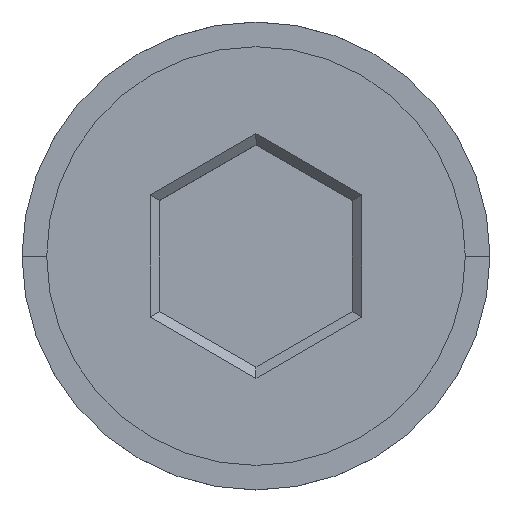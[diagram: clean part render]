
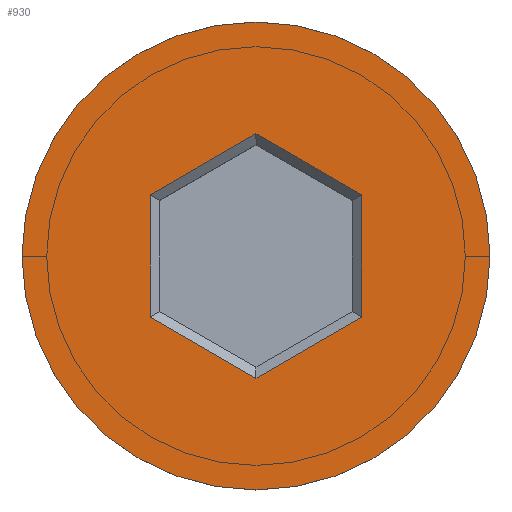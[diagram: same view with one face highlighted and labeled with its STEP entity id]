
A CAD part, top view. The second image highlights one B-rep face of the part: STEP entity #930.
In plain terms, the highlighted planar face has unit normal (0, 0, 1).
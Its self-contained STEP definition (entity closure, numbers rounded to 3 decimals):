
#6 = DIRECTION ( 'NONE',  ( 1., 0., 0. ) ) ;
#36 = VECTOR ( 'NONE', #448, 1000. ) ;
#50 = VERTEX_POINT ( 'NONE', #1190 ) ;
#79 = CARTESIAN_POINT ( 'NONE',  ( -2.05, -1.299, 0. ) ) ;
#149 = LINE ( 'NONE', #1338, #495 ) ;
#155 = DIRECTION ( 'NONE',  ( 0., 1., 0. ) ) ;
#205 = EDGE_CURVE ( 'NONE', #50, #881, #982, .T. ) ;
#209 = DIRECTION ( 'NONE',  ( 1., 0., 0. ) ) ;
#228 = CARTESIAN_POINT ( 'NONE',  ( -2.15, -1.241, 0. ) ) ;
#232 = EDGE_CURVE ( 'NONE', #1385, #784, #893, .T. ) ;
#265 = EDGE_CURVE ( 'NONE', #784, #604, #149, .T. ) ;
#286 = CARTESIAN_POINT ( 'NONE',  ( 0., 2.483, 0. ) ) ;
#292 = LINE ( 'NONE', #1257, #1290 ) ;
#298 = VERTEX_POINT ( 'NONE', #228 ) ;
#319 = VERTEX_POINT ( 'NONE', #1387 ) ;
#383 = CARTESIAN_POINT ( 'NONE',  ( -2.15, 1.126, 0. ) ) ;
#385 = LINE ( 'NONE', #79, #685 ) ;
#404 = DIRECTION ( 'NONE',  ( 0., 0., 1. ) ) ;
#413 = EDGE_CURVE ( 'NONE', #319, #298, #385, .T. ) ;
#419 = EDGE_CURVE ( 'NONE', #620, #1385, #292, .T. ) ;
#448 = DIRECTION ( 'NONE',  ( 0.866, -0.5, 0. ) ) ;
#470 = DIRECTION ( 'NONE',  ( 0., 0., 1. ) ) ;
#481 = ORIENTED_EDGE ( 'NONE', *, *, #419, .T. ) ;
#495 = VECTOR ( 'NONE', #907, 1000. ) ;
#499 = LINE ( 'NONE', #944, #735 ) ;
#521 = CIRCLE ( 'NONE', #1309, 4.75 ) ;
#604 = VERTEX_POINT ( 'NONE', #1139 ) ;
#614 = ORIENTED_EDGE ( 'NONE', *, *, #232, .T. ) ;
#620 = VERTEX_POINT ( 'NONE', #1112 ) ;
#647 = CARTESIAN_POINT ( 'NONE',  ( 0., 0., 0. ) ) ;
#685 = VECTOR ( 'NONE', #1280, 1000. ) ;
#712 = VECTOR ( 'NONE', #155, 1000. ) ;
#735 = VECTOR ( 'NONE', #1386, 1000. ) ;
#737 = CARTESIAN_POINT ( 'NONE',  ( 2.15, 1.241, 0. ) ) ;
#784 = VERTEX_POINT ( 'NONE', #737 ) ;
#797 = AXIS2_PLACEMENT_3D ( 'NONE', #1245, #470, #6 ) ;
#801 = AXIS2_PLACEMENT_3D ( 'NONE', #647, #404, #209 ) ;
#815 = EDGE_CURVE ( 'NONE', #298, #620, #843, .T. ) ;
#830 = DIRECTION ( 'NONE',  ( 1., 0., 0. ) ) ;
#836 = EDGE_CURVE ( 'NONE', #881, #50, #521, .T. ) ;
#843 = LINE ( 'NONE', #383, #712 ) ;
#881 = VERTEX_POINT ( 'NONE', #1052 ) ;
#884 = EDGE_CURVE ( 'NONE', #604, #319, #499, .T. ) ;
#885 = ORIENTED_EDGE ( 'NONE', *, *, #815, .T. ) ;
#893 = LINE ( 'NONE', #917, #36 ) ;
#907 = DIRECTION ( 'NONE',  ( 0., -1., 0. ) ) ;
#917 = CARTESIAN_POINT ( 'NONE',  ( 2.05, 1.299, 0. ) ) ;
#930 = ADVANCED_FACE ( 'NONE', ( #1094, #1193 ), #1419, .T. ) ;
#944 = CARTESIAN_POINT ( 'NONE',  ( 0.1, -2.425, 0. ) ) ;
#982 = CIRCLE ( 'NONE', #797, 4.75 ) ;
#1040 = CARTESIAN_POINT ( 'NONE',  ( 0., 0., 0. ) ) ;
#1047 = DIRECTION ( 'NONE',  ( 0.866, 0.5, 0. ) ) ;
#1052 = CARTESIAN_POINT ( 'NONE',  ( -4.75, 0., 0. ) ) ;
#1092 = ORIENTED_EDGE ( 'NONE', *, *, #884, .T. ) ;
#1094 = FACE_BOUND ( 'NONE', #1277, .T. ) ;
#1097 = EDGE_LOOP ( 'NONE', ( #1353, #1246 ) ) ;
#1112 = CARTESIAN_POINT ( 'NONE',  ( -2.15, 1.241, 0. ) ) ;
#1139 = CARTESIAN_POINT ( 'NONE',  ( 2.15, -1.241, 0. ) ) ;
#1185 = ORIENTED_EDGE ( 'NONE', *, *, #413, .T. ) ;
#1190 = CARTESIAN_POINT ( 'NONE',  ( 4.75, 0., 0. ) ) ;
#1193 = FACE_OUTER_BOUND ( 'NONE', #1097, .T. ) ;
#1245 = CARTESIAN_POINT ( 'NONE',  ( 0., 0., 0. ) ) ;
#1246 = ORIENTED_EDGE ( 'NONE', *, *, #836, .T. ) ;
#1257 = CARTESIAN_POINT ( 'NONE',  ( -0.1, 2.425, 0. ) ) ;
#1277 = EDGE_LOOP ( 'NONE', ( #1185, #885, #481, #614, #1370, #1092 ) ) ;
#1280 = DIRECTION ( 'NONE',  ( -0.866, 0.5, 0. ) ) ;
#1285 = DIRECTION ( 'NONE',  ( 0., 0., 1. ) ) ;
#1290 = VECTOR ( 'NONE', #1047, 1000. ) ;
#1309 = AXIS2_PLACEMENT_3D ( 'NONE', #1040, #1285, #830 ) ;
#1338 = CARTESIAN_POINT ( 'NONE',  ( 2.15, -1.126, 0. ) ) ;
#1353 = ORIENTED_EDGE ( 'NONE', *, *, #205, .T. ) ;
#1370 = ORIENTED_EDGE ( 'NONE', *, *, #265, .T. ) ;
#1385 = VERTEX_POINT ( 'NONE', #286 ) ;
#1386 = DIRECTION ( 'NONE',  ( -0.866, -0.5, 0. ) ) ;
#1387 = CARTESIAN_POINT ( 'NONE',  ( 0., -2.483, 0. ) ) ;
#1419 = PLANE ( 'NONE',  #801 ) ;
